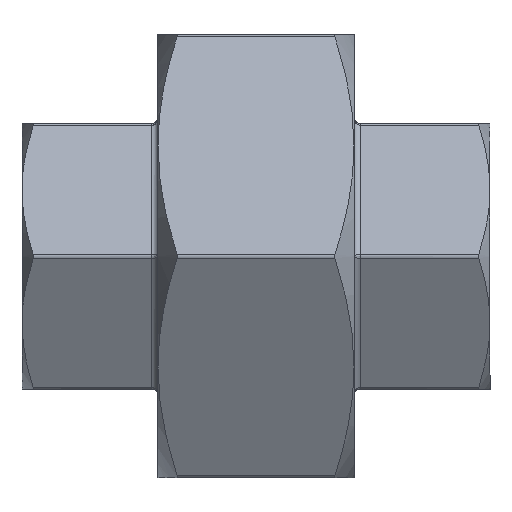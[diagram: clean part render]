
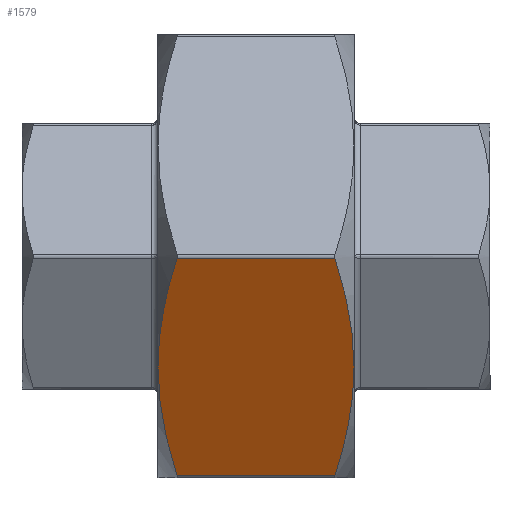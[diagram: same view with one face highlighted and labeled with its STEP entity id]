
A CAD part, front view. The second image highlights one B-rep face of the part: STEP entity #1579.
In plain terms, the highlighted planar face has unit normal (0, -0.866, -0.5).
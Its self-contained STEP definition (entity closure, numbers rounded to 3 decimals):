
#143 = EDGE_LOOP ( 'NONE', ( #587, #623, #625, #592, #619, #584 ) ) ;
#584 = ORIENTED_EDGE ( 'NONE', *, *, #3465, .T. ) ;
#587 = ORIENTED_EDGE ( 'NONE', *, *, #3455, .F. ) ;
#592 = ORIENTED_EDGE ( 'NONE', *, *, #3504, .F. ) ;
#619 = ORIENTED_EDGE ( 'NONE', *, *, #3470, .T. ) ;
#623 = ORIENTED_EDGE ( 'NONE', *, *, #3442, .T. ) ;
#625 = ORIENTED_EDGE ( 'NONE', *, *, #3473, .T. ) ;
#1579 = ADVANCED_FACE ( 'NONE', ( #10142 ), #10207, .T. ) ;
#3336 =( BOUNDED_CURVE ( )  B_SPLINE_CURVE ( 2, ( #8361, #8323, #8360 ),
 .UNSPECIFIED., .F., .T. ) 
 B_SPLINE_CURVE_WITH_KNOTS ( ( 3, 3 ),
 ( 1.491, 2.56 ),
 .UNSPECIFIED. ) 
 CURVE ( )  GEOMETRIC_REPRESENTATION_ITEM ( )  RATIONAL_B_SPLINE_CURVE ( ( 1., 1.052, 1.029 ) ) 
 REPRESENTATION_ITEM ( '' )  );
#3442 = EDGE_CURVE ( 'NONE', #5514, #5472, #6802, .T. ) ;
#3455 = EDGE_CURVE ( 'NONE', #5514, #5500, #8244, .T. ) ;
#3465 = EDGE_CURVE ( 'NONE', #5485, #5500, #6783, .T. ) ;
#3470 = EDGE_CURVE ( 'NONE', #5508, #5485, #6817, .T. ) ;
#3473 = EDGE_CURVE ( 'NONE', #5472, #5470, #3336, .T. ) ;
#3504 = EDGE_CURVE ( 'NONE', #5508, #5470, #8535, .T. ) ;
#5470 = VERTEX_POINT ( 'NONE', #9271 ) ;
#5472 = VERTEX_POINT ( 'NONE', #9277 ) ;
#5485 = VERTEX_POINT ( 'NONE', #9116 ) ;
#5500 = VERTEX_POINT ( 'NONE', #14719 ) ;
#5508 = VERTEX_POINT ( 'NONE', #14759 ) ;
#5514 = VERTEX_POINT ( 'NONE', #14733 ) ;
#6783 =( BOUNDED_CURVE ( )  B_SPLINE_CURVE ( 2, ( #8273, #8285, #8270 ),
 .UNSPECIFIED., .F., .T. ) 
 B_SPLINE_CURVE_WITH_KNOTS ( ( 3, 3 ),
 ( 1.491, 2.56 ),
 .UNSPECIFIED. ) 
 CURVE ( )  GEOMETRIC_REPRESENTATION_ITEM ( )  RATIONAL_B_SPLINE_CURVE ( ( 1., 1.052, 1.029 ) ) 
 REPRESENTATION_ITEM ( '' )  );
#6802 =( BOUNDED_CURVE ( )  B_SPLINE_CURVE ( 2, ( #8100, #8190, #8195 ),
 .UNSPECIFIED., .F., .T. ) 
 B_SPLINE_CURVE_WITH_KNOTS ( ( 3, 3 ),
 ( 0.422, 1.491 ),
 .UNSPECIFIED. ) 
 CURVE ( )  GEOMETRIC_REPRESENTATION_ITEM ( )  RATIONAL_B_SPLINE_CURVE ( ( 1.029, 1.052, 1. ) ) 
 REPRESENTATION_ITEM ( '' )  );
#6817 =( BOUNDED_CURVE ( )  B_SPLINE_CURVE ( 2, ( #8284, #8344, #8373 ),
 .UNSPECIFIED., .F., .T. ) 
 B_SPLINE_CURVE_WITH_KNOTS ( ( 3, 3 ),
 ( 0.422, 1.491 ),
 .UNSPECIFIED. ) 
 CURVE ( )  GEOMETRIC_REPRESENTATION_ITEM ( )  RATIONAL_B_SPLINE_CURVE ( ( 1.029, 1.052, 1. ) ) 
 REPRESENTATION_ITEM ( '' )  );
#7714 = VECTOR ( 'NONE', #8218, 1000. ) ;
#7743 = VECTOR ( 'NONE', #8544, 1000. ) ;
#8100 = CARTESIAN_POINT ( 'NONE',  ( 6.237, -10.19, -17.35 ) ) ;
#8190 = CARTESIAN_POINT ( 'NONE',  ( 7.75, -12.846, -12.75 ) ) ;
#8195 = CARTESIAN_POINT ( 'NONE',  ( 7.75, -15.155, -8.75 ) ) ;
#8218 = DIRECTION ( 'NONE',  ( -1., 0., 0. ) ) ;
#8238 = CARTESIAN_POINT ( 'NONE',  ( 0., -10.19, -17.35 ) ) ;
#8244 = LINE ( 'NONE', #8238, #7714 ) ;
#8270 = CARTESIAN_POINT ( 'NONE',  ( -6.237, -10.19, -17.35 ) ) ;
#8273 = CARTESIAN_POINT ( 'NONE',  ( -7.75, -15.155, -8.75 ) ) ;
#8284 = CARTESIAN_POINT ( 'NONE',  ( -6.237, -20.121, -0.15 ) ) ;
#8285 = CARTESIAN_POINT ( 'NONE',  ( -7.75, -12.846, -12.75 ) ) ;
#8323 = CARTESIAN_POINT ( 'NONE',  ( 7.75, -17.465, -4.75 ) ) ;
#8344 = CARTESIAN_POINT ( 'NONE',  ( -7.75, -17.465, -4.75 ) ) ;
#8360 = CARTESIAN_POINT ( 'NONE',  ( 6.237, -20.121, -0.15 ) ) ;
#8361 = CARTESIAN_POINT ( 'NONE',  ( 7.75, -15.155, -8.75 ) ) ;
#8373 = CARTESIAN_POINT ( 'NONE',  ( -7.75, -15.155, -8.75 ) ) ;
#8535 = LINE ( 'NONE', #8542, #7743 ) ;
#8542 = CARTESIAN_POINT ( 'NONE',  ( 0., -20.121, -0.15 ) ) ;
#8544 = DIRECTION ( 'NONE',  ( 1., 0., 0. ) ) ;
#9116 = CARTESIAN_POINT ( 'NONE',  ( -7.75, -15.155, -8.75 ) ) ;
#9271 = CARTESIAN_POINT ( 'NONE',  ( 6.237, -20.121, -0.15 ) ) ;
#9277 = CARTESIAN_POINT ( 'NONE',  ( 7.75, -15.155, -8.75 ) ) ;
#10142 = FACE_OUTER_BOUND ( 'NONE', #143, .T. ) ;
#10197 = DIRECTION ( 'NONE',  ( 0., -0.866, -0.5 ) ) ;
#10203 = CARTESIAN_POINT ( 'NONE',  ( 0., -10.104, -17.5 ) ) ;
#10207 = PLANE ( 'NONE',  #11707 ) ;
#10217 = DIRECTION ( 'NONE',  ( 0., -0.5, 0.866 ) ) ;
#11707 = AXIS2_PLACEMENT_3D ( 'NONE', #10203, #10197, #10217 ) ;
#14719 = CARTESIAN_POINT ( 'NONE',  ( -6.237, -10.19, -17.35 ) ) ;
#14733 = CARTESIAN_POINT ( 'NONE',  ( 6.237, -10.19, -17.35 ) ) ;
#14759 = CARTESIAN_POINT ( 'NONE',  ( -6.237, -20.121, -0.15 ) ) ;
